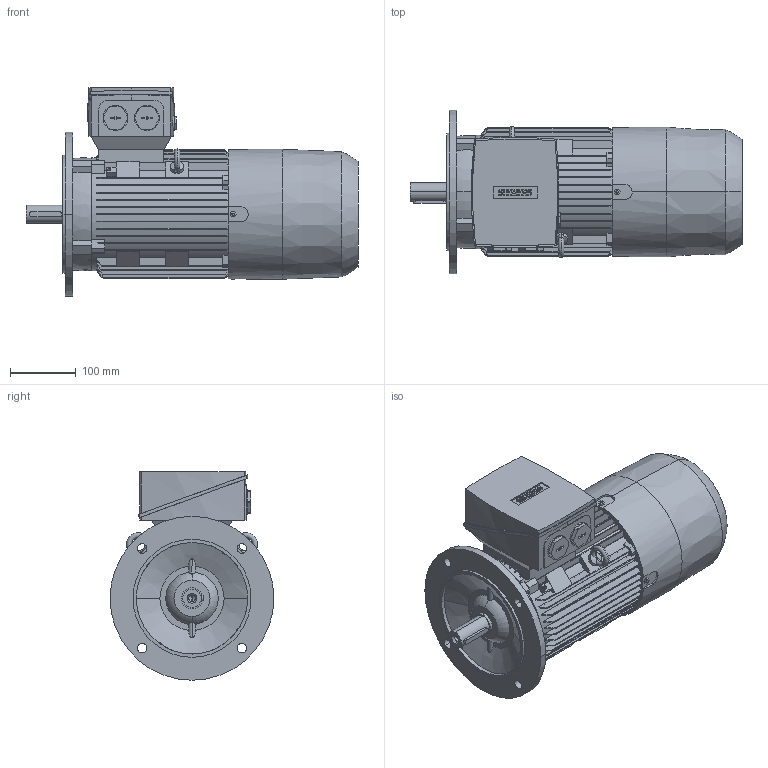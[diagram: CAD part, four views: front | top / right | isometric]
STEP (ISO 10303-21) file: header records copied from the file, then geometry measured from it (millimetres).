
FILE_DESCRIPTION(('STEP AP214'),'1');
FILE_NAME('cctmp_B25A7F1F-FB65-42CA-8E1F-41C9EDE213CC_2023_06_27_10_50_42_0723..stp','2023-06-27T08:50:43',('SIEMENS A&D'),('CADClick - www.CADClick.com'),'Spatial InterOp 3D',' ','unknown authorization');
FILE_SCHEMA(('AUTOMOTIVE_DESIGN'));
Length unit declared in the file: millimetre
Products named in the file (1): 1
Bounding box: 506.5 x 250 x 318 mm (x, y, z)
Volume: 13996874.9 mm3; surface area: 669499.4 mm2
Topology: 7 solids, 7 shells, 872 faces, 2370 edges, 1556 vertices
Faces by surface type: plane 524, cylinder 208, torus 106, cone 30, sphere 4
Entity records: 39144 total; most frequent: CARTESIAN_POINT 10193, ORIENTED_EDGE 4736, DIRECTION 4374, EDGE_CURVE 2368, VERTEX_POINT 1556, AXIS2_PLACEMENT_3D 1481, LINE 1412, VECTOR 1412
